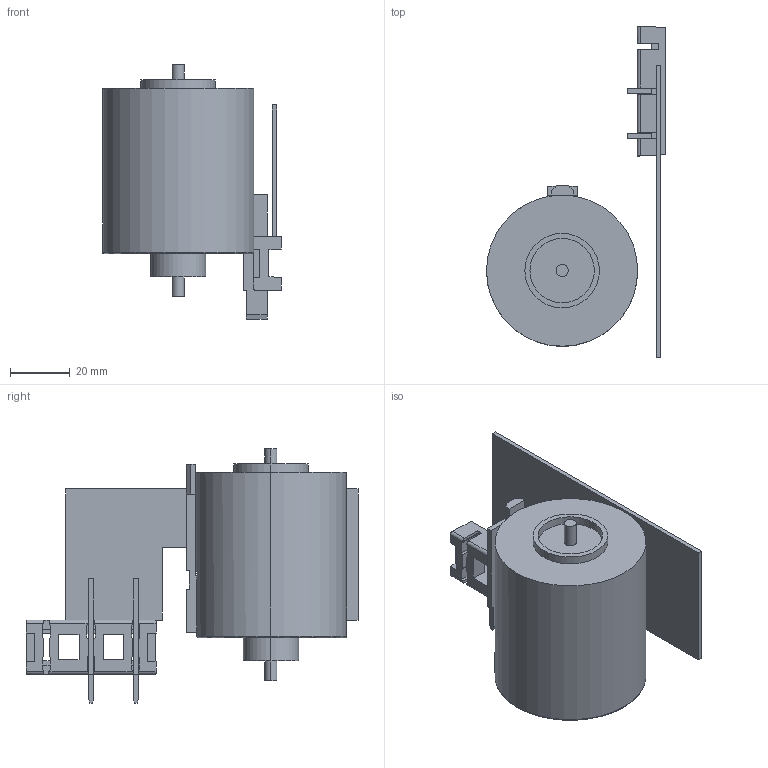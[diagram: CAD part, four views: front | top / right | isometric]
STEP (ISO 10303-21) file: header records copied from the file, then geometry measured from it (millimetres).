
FILE_DESCRIPTION (( 'STEP AP214' ), '1' );
FILE_NAME ('BE-685654CC.STEP', '2021-05-13T07:18:02', ( '' ), ( '' ), 'SwSTEP 2.0', 'SolidWorks 2020', '' );
FILE_SCHEMA (( 'AUTOMOTIVE_DESIGN' ));
Length unit declared in the file: inch
Products named in the file (6): MP-Circuit Board; BE-685654CC; MP OEM shunt-new; Locator and strain relief; Spade; Solenoid Plastic Housing
Assembly tree (6 placements, depth 2):
  BE-685654CC
    MP OEM shunt-new
    Locator and strain relief
    MP-Circuit Board
    Solenoid Plastic Housing
    Spade  x2
Bounding box: 59.97 x 111.3 x 85.26 mm (x, y, z)
Volume: 126665.3 mm3; surface area: 29092.9 mm2
Topology: 6 solids, 6 shells, 193 faces, 536 edges, 352 vertices
Faces by surface type: plane 163, cylinder 27, torus 3
Entity records: 6169 total; most frequent: CARTESIAN_POINT 1142, ORIENTED_EDGE 1024, DIRECTION 937, EDGE_CURVE 512, VECTOR 451, LINE 451, VERTEX_POINT 336, AXIS2_PLACEMENT_3D 243
